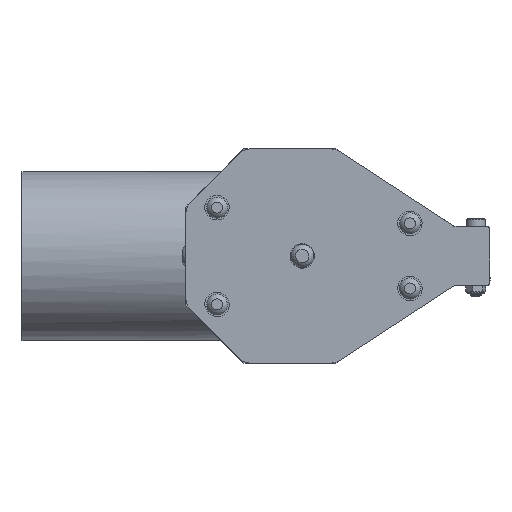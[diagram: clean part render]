
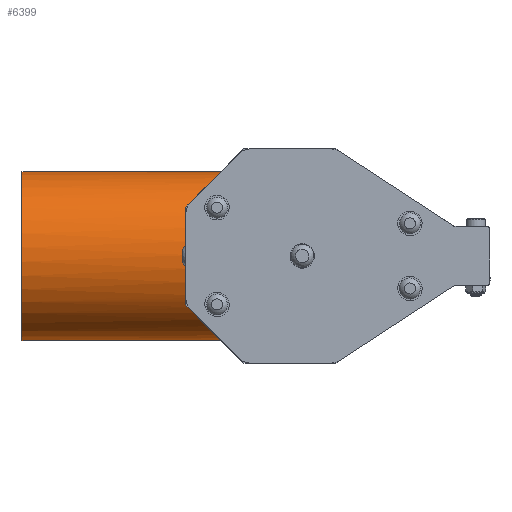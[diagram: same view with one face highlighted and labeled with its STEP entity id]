
A CAD part, left-side view. The second image highlights one B-rep face of the part: STEP entity #6399.
In plain terms, the highlighted cylindrical face has radius 38.1 mm (diameter 76.2 mm), a full revolution.
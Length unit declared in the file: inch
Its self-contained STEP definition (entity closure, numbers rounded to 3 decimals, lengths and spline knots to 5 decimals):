
#15=ELLIPSE('',#7158,2.12132,1.5);
#16=ELLIPSE('',#7161,2.12132,1.5);
#134=LINE('',#23563,#410);
#135=LINE('',#23585,#411);
#410=VECTOR('',#8738,0.3937);
#411=VECTOR('',#8745,0.3937);
#901=FACE_BOUND('',#2230,.T.);
#1619=FACE_OUTER_BOUND('',#2229,.T.);
#2229=EDGE_LOOP('',(#5385,#5386,#5387,#5388,#5389,#5390,#5391,#5392,#5393,
#5394,#5395,#5396));
#2230=EDGE_LOOP('',(#5397));
#2436=B_SPLINE_CURVE_WITH_KNOTS('',3,(#23567,#23568,#23569,#23570,#23571,
#23572),.UNSPECIFIED.,.F.,.F.,(4,2,4),(-0.2478,-0.18106,
-0.119),.UNSPECIFIED.);
#2437=B_SPLINE_CURVE_WITH_KNOTS('',3,(#23576,#23577,#23578,#23579,#23580,
#23581),.UNSPECIFIED.,.F.,.F.,(4,2,4),(-0.86631,-0.80426,
-0.73751),.UNSPECIFIED.);
#2438=B_SPLINE_CURVE_WITH_KNOTS('',3,(#23589,#23590,#23591,#23592,#23593,
#23594),.UNSPECIFIED.,.F.,.F.,(4,2,4),(-0.7489,-0.68066,
-0.61785),.UNSPECIFIED.);
#2439=B_SPLINE_CURVE_WITH_KNOTS('',3,(#23597,#23598,#23599,#23600,#23601,
#23602),.UNSPECIFIED.,.F.,.F.,(4,2,4),(-0.37841,-0.3156,
-0.24736),.UNSPECIFIED.);
#2686=CIRCLE('',#7032,1.5);
#2744=CIRCLE('',#7156,1.5);
#2745=CIRCLE('',#7157,1.5);
#2746=CIRCLE('',#7159,1.5);
#2747=CIRCLE('',#7160,1.5);
#3159=VERTEX_POINT('',#23276);
#3252=VERTEX_POINT('',#23559);
#3253=VERTEX_POINT('',#23560);
#3254=VERTEX_POINT('',#23562);
#3255=VERTEX_POINT('',#23564);
#3256=VERTEX_POINT('',#23566);
#3257=VERTEX_POINT('',#23573);
#3258=VERTEX_POINT('',#23575);
#3259=VERTEX_POINT('',#23582);
#3260=VERTEX_POINT('',#23584);
#3261=VERTEX_POINT('',#23586);
#3262=VERTEX_POINT('',#23588);
#3263=VERTEX_POINT('',#23595);
#3893=EDGE_CURVE('',#3159,#3159,#2686,.T.);
#4017=EDGE_CURVE('',#3252,#3253,#2744,.T.);
#4018=EDGE_CURVE('',#3253,#3254,#134,.T.);
#4019=EDGE_CURVE('',#3254,#3255,#2745,.T.);
#4020=EDGE_CURVE('',#3255,#3256,#2436,.T.);
#4021=EDGE_CURVE('',#3256,#3257,#15,.T.);
#4022=EDGE_CURVE('',#3257,#3258,#2437,.T.);
#4023=EDGE_CURVE('',#3258,#3259,#2746,.T.);
#4024=EDGE_CURVE('',#3259,#3260,#135,.T.);
#4025=EDGE_CURVE('',#3260,#3261,#2747,.T.);
#4026=EDGE_CURVE('',#3261,#3262,#2438,.T.);
#4027=EDGE_CURVE('',#3262,#3263,#16,.T.);
#4028=EDGE_CURVE('',#3263,#3252,#2439,.T.);
#5385=ORIENTED_EDGE('',*,*,#4017,.T.);
#5386=ORIENTED_EDGE('',*,*,#4018,.T.);
#5387=ORIENTED_EDGE('',*,*,#4019,.T.);
#5388=ORIENTED_EDGE('',*,*,#4020,.T.);
#5389=ORIENTED_EDGE('',*,*,#4021,.T.);
#5390=ORIENTED_EDGE('',*,*,#4022,.T.);
#5391=ORIENTED_EDGE('',*,*,#4023,.T.);
#5392=ORIENTED_EDGE('',*,*,#4024,.T.);
#5393=ORIENTED_EDGE('',*,*,#4025,.T.);
#5394=ORIENTED_EDGE('',*,*,#4026,.T.);
#5395=ORIENTED_EDGE('',*,*,#4027,.T.);
#5396=ORIENTED_EDGE('',*,*,#4028,.T.);
#5397=ORIENTED_EDGE('',*,*,#3893,.F.);
#6007=CYLINDRICAL_SURFACE('',#7155,1.5);
#6399=ADVANCED_FACE('',(#1619,#901),#6007,.T.);
#7032=AXIS2_PLACEMENT_3D('',#23277,#8422,#8423);
#7155=AXIS2_PLACEMENT_3D('',#23558,#8734,#8735);
#7156=AXIS2_PLACEMENT_3D('',#23561,#8736,#8737);
#7157=AXIS2_PLACEMENT_3D('',#23565,#8739,#8740);
#7158=AXIS2_PLACEMENT_3D('',#23574,#8741,#8742);
#7159=AXIS2_PLACEMENT_3D('',#23583,#8743,#8744);
#7160=AXIS2_PLACEMENT_3D('',#23587,#8746,#8747);
#7161=AXIS2_PLACEMENT_3D('',#23596,#8748,#8749);
#8422=DIRECTION('center_axis',(0.,1.,0.));
#8423=DIRECTION('ref_axis',(-0.695,0.,-0.719));
#8734=DIRECTION('center_axis',(0.,1.,0.));
#8735=DIRECTION('ref_axis',(-0.695,0.,-0.719));
#8736=DIRECTION('center_axis',(0.,1.,0.));
#8737=DIRECTION('ref_axis',(-0.695,0.,-0.719));
#8738=DIRECTION('',(0.,1.,0.));
#8739=DIRECTION('center_axis',(0.,1.,0.));
#8740=DIRECTION('ref_axis',(-0.695,0.,-0.719));
#8741=DIRECTION('center_axis',(0.,0.707,
0.707));
#8742=DIRECTION('ref_axis',(0.,0.707,-0.707));
#8743=DIRECTION('center_axis',(0.,1.,0.));
#8744=DIRECTION('ref_axis',(-0.695,0.,-0.719));
#8745=DIRECTION('',(0.,-1.,0.));
#8746=DIRECTION('center_axis',(0.,1.,0.));
#8747=DIRECTION('ref_axis',(-0.695,0.,-0.719));
#8748=DIRECTION('center_axis',(0.,0.707,-0.707));
#8749=DIRECTION('ref_axis',(0.,-0.707,-0.707));
#23276=CARTESIAN_POINT('',(1.5,4.57423,0.));
#23277=CARTESIAN_POINT('Origin',(0.,4.57423,
0.));
#23558=CARTESIAN_POINT('Origin',(0.,0.57423,
0.));
#23559=CARTESIAN_POINT('',(-1.28758,1.52423,-0.76951));
#23560=CARTESIAN_POINT('',(-1.33098,1.52423,-0.69174));
#23561=CARTESIAN_POINT('Origin',(0.,1.52423,
0.));
#23562=CARTESIAN_POINT('',(-1.33098,1.57423,-0.69174));
#23563=CARTESIAN_POINT('',(-1.33098,0.57423,-0.69174));
#23564=CARTESIAN_POINT('',(-1.31333,1.57423,0.72469));
#23565=CARTESIAN_POINT('Origin',(0.,1.57423,
0.));
#23566=CARTESIAN_POINT('',(-1.28901,1.55665,0.76711));
#23567=CARTESIAN_POINT('Ctrl Pts',(-1.31333,1.57423,0.72469));
#23568=CARTESIAN_POINT('Ctrl Pts',(-1.3091,1.57423,0.73236));
#23569=CARTESIAN_POINT('Ctrl Pts',(-1.30448,1.57268,0.74055));
#23570=CARTESIAN_POINT('Ctrl Pts',(-1.29604,1.56645,0.75521));
#23571=CARTESIAN_POINT('Ctrl Pts',(-1.29219,1.562,0.76176));
#23572=CARTESIAN_POINT('Ctrl Pts',(-1.28901,1.55665,0.76711));
#23573=CARTESIAN_POINT('',(1.28901,1.55665,0.76711));
#23574=CARTESIAN_POINT('Origin',(0.,2.32377,
0.));
#23575=CARTESIAN_POINT('',(1.31333,1.57423,0.72469));
#23576=CARTESIAN_POINT('Ctrl Pts',(1.28901,1.55665,0.76711));
#23577=CARTESIAN_POINT('Ctrl Pts',(1.29219,1.562,0.76176));
#23578=CARTESIAN_POINT('Ctrl Pts',(1.29604,1.56645,0.75521));
#23579=CARTESIAN_POINT('Ctrl Pts',(1.30448,1.57268,0.74055));
#23580=CARTESIAN_POINT('Ctrl Pts',(1.3091,1.57423,0.73236));
#23581=CARTESIAN_POINT('Ctrl Pts',(1.31333,1.57423,0.72469));
#23582=CARTESIAN_POINT('',(1.33098,1.57423,-0.69174));
#23583=CARTESIAN_POINT('Origin',(0.,1.57423,
0.));
#23584=CARTESIAN_POINT('',(1.33098,1.52423,-0.69174));
#23585=CARTESIAN_POINT('',(1.33098,0.57423,-0.69174));
#23586=CARTESIAN_POINT('',(1.28758,1.52423,-0.76951));
#23587=CARTESIAN_POINT('Origin',(0.,1.52423,
0.));
#23588=CARTESIAN_POINT('',(1.26125,1.50665,-0.81194));
#23589=CARTESIAN_POINT('Ctrl Pts',(1.28758,1.52423,-0.76951));
#23590=CARTESIAN_POINT('Ctrl Pts',(1.28298,1.52423,-0.7772));
#23591=CARTESIAN_POINT('Ctrl Pts',(1.27797,1.52267,-0.78542));
#23592=CARTESIAN_POINT('Ctrl Pts',(1.26885,1.51643,-0.80006));
#23593=CARTESIAN_POINT('Ctrl Pts',(1.2647,1.51201,-0.80658));
#23594=CARTESIAN_POINT('Ctrl Pts',(1.26125,1.50665,-0.81194));
#23595=CARTESIAN_POINT('',(-1.26125,1.50665,-0.81194));
#23596=CARTESIAN_POINT('Origin',(0.,2.31859,
0.));
#23597=CARTESIAN_POINT('Ctrl Pts',(-1.26125,1.50665,-0.81194));
#23598=CARTESIAN_POINT('Ctrl Pts',(-1.2647,1.51201,-0.80658));
#23599=CARTESIAN_POINT('Ctrl Pts',(-1.26885,1.51643,-0.80006));
#23600=CARTESIAN_POINT('Ctrl Pts',(-1.27797,1.52267,-0.78542));
#23601=CARTESIAN_POINT('Ctrl Pts',(-1.28298,1.52423,-0.7772));
#23602=CARTESIAN_POINT('Ctrl Pts',(-1.28758,1.52423,-0.76951));
